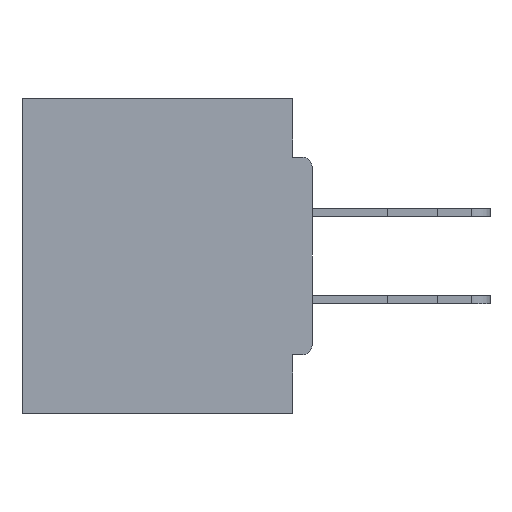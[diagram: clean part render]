
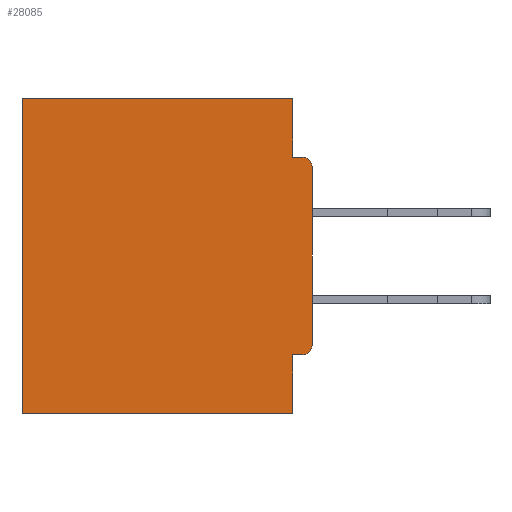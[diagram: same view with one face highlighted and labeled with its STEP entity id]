
A CAD part, left-side view. The second image highlights one B-rep face of the part: STEP entity #28085.
In plain terms, the highlighted planar face has unit normal (-1, 0, 0).
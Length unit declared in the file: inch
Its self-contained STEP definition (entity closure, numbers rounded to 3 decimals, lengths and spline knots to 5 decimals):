
#1128 = DIRECTION ( 'NONE',  ( 0., 0., -1. ) ) ;
#2564 = DIRECTION ( 'NONE',  ( 0., 0., -1. ) ) ;
#2952 = ORIENTED_EDGE ( 'NONE', *, *, #29196, .F. ) ;
#3113 = LINE ( 'NONE', #28619, #32620 ) ;
#3317 = LINE ( 'NONE', #24388, #15988 ) ;
#3470 = LINE ( 'NONE', #21886, #5272 ) ;
#3653 = CIRCLE ( 'NONE', #11963, 0.015 ) ;
#4128 = ORIENTED_EDGE ( 'NONE', *, *, #11707, .F. ) ;
#4474 = VECTOR ( 'NONE', #2564, 39.37008 ) ;
#4598 = VERTEX_POINT ( 'NONE', #11877 ) ;
#5207 = VERTEX_POINT ( 'NONE', #21029 ) ;
#5272 = VECTOR ( 'NONE', #10120, 39.37008 ) ;
#5570 = ORIENTED_EDGE ( 'NONE', *, *, #15901, .T. ) ;
#5778 = ORIENTED_EDGE ( 'NONE', *, *, #15389, .T. ) ;
#6422 = CARTESIAN_POINT ( 'NONE',  ( 0.298, 0.46, -0.5 ) ) ;
#6714 = CARTESIAN_POINT ( 'NONE',  ( 0.298, 0.46, 0. ) ) ;
#6941 = CARTESIAN_POINT ( 'NONE',  ( 0.298, 0., -0.3915 ) ) ;
#7901 = CARTESIAN_POINT ( 'NONE',  ( 0.298, 0., -0.0935 ) ) ;
#8870 = DIRECTION ( 'NONE',  ( 0., 0., -1. ) ) ;
#9176 = DIRECTION ( 'NONE',  ( 1., 0., 0. ) ) ;
#9243 = VECTOR ( 'NONE', #32003, 39.37008 ) ;
#9588 = CARTESIAN_POINT ( 'NONE',  ( 0.298, 0., -0.1085 ) ) ;
#10120 = DIRECTION ( 'NONE',  ( 0., 1., 0. ) ) ;
#10620 = VERTEX_POINT ( 'NONE', #31416 ) ;
#10773 = DIRECTION ( 'NONE',  ( 0., -1., 0. ) ) ;
#10818 = VERTEX_POINT ( 'NONE', #6941 ) ;
#11707 = EDGE_CURVE ( 'NONE', #12519, #30999, #27725, .T. ) ;
#11877 = CARTESIAN_POINT ( 'NONE',  ( 0.298, 0.031, -0.4065 ) ) ;
#11963 = AXIS2_PLACEMENT_3D ( 'NONE', #23624, #29120, #17421 ) ;
#11985 = VERTEX_POINT ( 'NONE', #33195 ) ;
#12519 = VERTEX_POINT ( 'NONE', #32241 ) ;
#12564 = AXIS2_PLACEMENT_3D ( 'NONE', #14707, #9176, #35262 ) ;
#13032 = LINE ( 'NONE', #19884, #4474 ) ;
#13252 = VECTOR ( 'NONE', #36678, 39.37008 ) ;
#13255 = ORIENTED_EDGE ( 'NONE', *, *, #17949, .T. ) ;
#13336 = DIRECTION ( 'NONE',  ( 0., 0., -1. ) ) ;
#14707 = CARTESIAN_POINT ( 'NONE',  ( 0.298, 0., 0. ) ) ;
#15380 = ORIENTED_EDGE ( 'NONE', *, *, #29646, .T. ) ;
#15389 = EDGE_CURVE ( 'NONE', #5207, #10818, #3653, .T. ) ;
#15538 = CIRCLE ( 'NONE', #32546, 0.015 ) ;
#15901 = EDGE_CURVE ( 'NONE', #16489, #24749, #3113, .T. ) ;
#15988 = VECTOR ( 'NONE', #1128, 39.37008 ) ;
#16091 = VECTOR ( 'NONE', #17920, 39.37008 ) ;
#16271 = EDGE_CURVE ( 'NONE', #4598, #11985, #13032, .T. ) ;
#16383 = CARTESIAN_POINT ( 'NONE',  ( 0.298, 0., -0.5 ) ) ;
#16489 = VERTEX_POINT ( 'NONE', #6714 ) ;
#16817 = VERTEX_POINT ( 'NONE', #9588 ) ;
#17358 = LINE ( 'NONE', #16383, #13252 ) ;
#17421 = DIRECTION ( 'NONE',  ( 0., 0., -1. ) ) ;
#17671 = EDGE_CURVE ( 'NONE', #5207, #4598, #3470, .T. ) ;
#17920 = DIRECTION ( 'NONE',  ( 0., 1., 0. ) ) ;
#17949 = EDGE_CURVE ( 'NONE', #10620, #16489, #24698, .T. ) ;
#18823 = CARTESIAN_POINT ( 'NONE',  ( 0.298, 0.015, -0.0935 ) ) ;
#19248 = EDGE_CURVE ( 'NONE', #10620, #12519, #3317, .T. ) ;
#19508 = CARTESIAN_POINT ( 'NONE',  ( 0.298, 0.015, -0.1085 ) ) ;
#19884 = CARTESIAN_POINT ( 'NONE',  ( 0.298, 0.031, -0.5 ) ) ;
#20186 = CARTESIAN_POINT ( 'NONE',  ( 0.298, 0., 0. ) ) ;
#20541 = LINE ( 'NONE', #20186, #9243 ) ;
#20933 = PLANE ( 'NONE',  #12564 ) ;
#21029 = CARTESIAN_POINT ( 'NONE',  ( 0.298, 0.015, -0.4065 ) ) ;
#21351 = ORIENTED_EDGE ( 'NONE', *, *, #16271, .F. ) ;
#21886 = CARTESIAN_POINT ( 'NONE',  ( 0.298, 0., -0.4065 ) ) ;
#23624 = CARTESIAN_POINT ( 'NONE',  ( 0.298, 0.015, -0.3915 ) ) ;
#23851 = CARTESIAN_POINT ( 'NONE',  ( 0.298, 0., 0. ) ) ;
#23898 = ORIENTED_EDGE ( 'NONE', *, *, #19248, .F. ) ;
#24388 = CARTESIAN_POINT ( 'NONE',  ( 0.298, 0.031, -0.5 ) ) ;
#24450 = EDGE_LOOP ( 'NONE', ( #15380, #4128, #23898, #13255, #5570, #25537, #21351, #36811, #5778, #2952 ) ) ;
#24698 = LINE ( 'NONE', #23851, #16091 ) ;
#24749 = VERTEX_POINT ( 'NONE', #6422 ) ;
#25537 = ORIENTED_EDGE ( 'NONE', *, *, #27862, .F. ) ;
#25590 = FACE_OUTER_BOUND ( 'NONE', #24450, .T. ) ;
#27725 = LINE ( 'NONE', #7901, #34030 ) ;
#27862 = EDGE_CURVE ( 'NONE', #11985, #24749, #17358, .T. ) ;
#28085 = ADVANCED_FACE ( 'NONE', ( #25590 ), #20933, .F. ) ;
#28619 = CARTESIAN_POINT ( 'NONE',  ( 0.298, 0.46, 0. ) ) ;
#29120 = DIRECTION ( 'NONE',  ( -1., 0., 0. ) ) ;
#29196 = EDGE_CURVE ( 'NONE', #16817, #10818, #20541, .T. ) ;
#29646 = EDGE_CURVE ( 'NONE', #16817, #30999, #15538, .T. ) ;
#30746 = DIRECTION ( 'NONE',  ( -1., 0., 0. ) ) ;
#30999 = VERTEX_POINT ( 'NONE', #18823 ) ;
#31416 = CARTESIAN_POINT ( 'NONE',  ( 0.298, 0.031, 0. ) ) ;
#32003 = DIRECTION ( 'NONE',  ( 0., 0., -1. ) ) ;
#32241 = CARTESIAN_POINT ( 'NONE',  ( 0.298, 0.031, -0.0935 ) ) ;
#32546 = AXIS2_PLACEMENT_3D ( 'NONE', #19508, #30746, #13336 ) ;
#32620 = VECTOR ( 'NONE', #8870, 39.37008 ) ;
#33195 = CARTESIAN_POINT ( 'NONE',  ( 0.298, 0.031, -0.5 ) ) ;
#34030 = VECTOR ( 'NONE', #10773, 39.37008 ) ;
#35262 = DIRECTION ( 'NONE',  ( 0., 0., -1. ) ) ;
#36678 = DIRECTION ( 'NONE',  ( 0., 1., 0. ) ) ;
#36811 = ORIENTED_EDGE ( 'NONE', *, *, #17671, .F. ) ;
